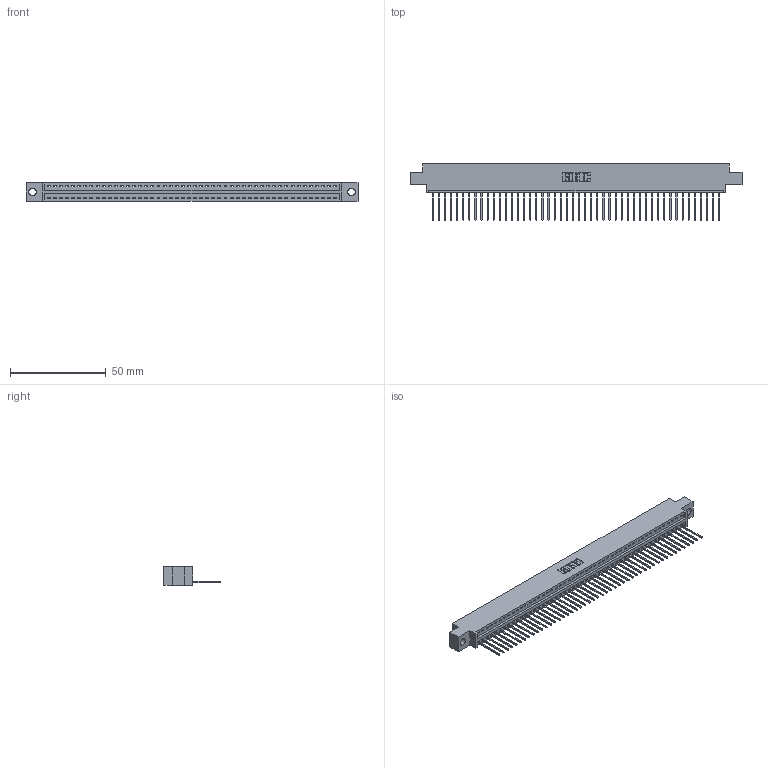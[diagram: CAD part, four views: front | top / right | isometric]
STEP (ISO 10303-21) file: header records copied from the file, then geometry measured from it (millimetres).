
FILE_DESCRIPTION (( 'STEP AP203' ), '1' );
FILE_NAME ('346-048-540-604.STEP', '2022-05-09T23:47:37', ( '' ), ( '' ), 'SwSTEP 2.0', 'SolidWorks 2020', '' );
FILE_SCHEMA (( 'CONFIG_CONTROL_DESIGN' ));
Length unit declared in the file: inch
Products named in the file (3): 346-048-540-604; 346 Part_0.170 Offset - 0.156 Dia-TH; 345-292-001_345-293-140
Assembly tree (49 placements, depth 2):
  346-048-540-604
    346 Part_0.170 Offset - 0.156 Dia-TH
    345-292-001_345-293-140  x48
Bounding box: 172.97 x 29.46 x 9.4 mm (x, y, z)
Volume: 16403.2 mm3; surface area: 21038.8 mm2
Topology: 49 solids, 49 shells, 2924 faces, 8825 edges, 5818 vertices
Faces by surface type: plane 2014, cylinder 910
Entity records: 29551 total; most frequent: CARTESIAN_POINT 5074, ORIENTED_EDGE 5054, DIRECTION 4467, EDGE_CURVE 2527, LINE 2203, VECTOR 2203, VERTEX_POINT 1682, AXIS2_PLACEMENT_3D 1132
